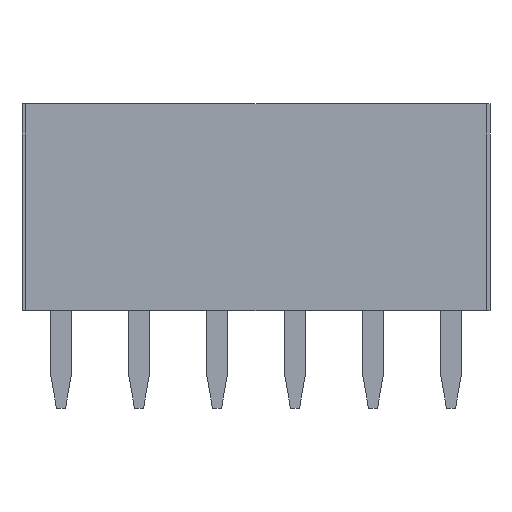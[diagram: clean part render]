
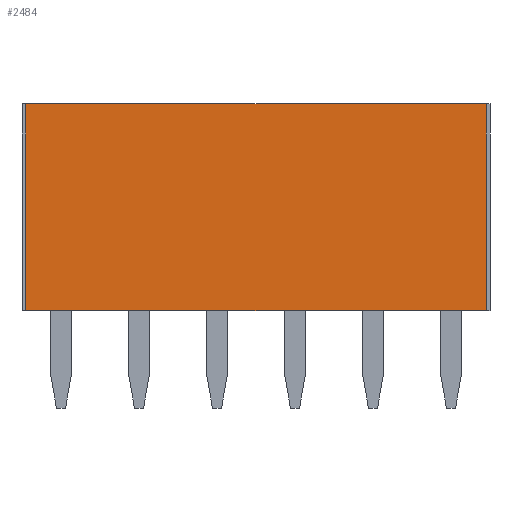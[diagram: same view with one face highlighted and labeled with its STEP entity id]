
A CAD part, front view. The second image highlights one B-rep face of the part: STEP entity #2484.
In plain terms, the highlighted planar face has unit normal (0, -1, 0).
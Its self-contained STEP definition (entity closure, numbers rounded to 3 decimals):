
#100=DIRECTION('',(1.,0.,0.));
#101=VECTOR('',#100,14.986);
#102=CARTESIAN_POINT('',(-7.493,-1.778,0.));
#103=LINE('',#102,#101);
#288=DIRECTION('',(1.,0.,0.));
#289=VECTOR('',#288,14.986);
#290=CARTESIAN_POINT('',(-7.493,-1.778,-6.731));
#291=LINE('',#290,#289);
#764=DIRECTION('',(0.,0.,-1.));
#765=VECTOR('',#764,6.731);
#766=CARTESIAN_POINT('',(7.493,-1.778,0.));
#767=LINE('',#766,#765);
#768=DIRECTION('',(0.,0.,-1.));
#769=VECTOR('',#768,6.731);
#770=CARTESIAN_POINT('',(-7.493,-1.778,0.));
#771=LINE('',#770,#769);
#1186=CARTESIAN_POINT('',(-7.493,-1.778,0.));
#1187=VERTEX_POINT('',#1186);
#1188=CARTESIAN_POINT('',(7.493,-1.778,0.));
#1189=VERTEX_POINT('',#1188);
#1210=CARTESIAN_POINT('',(-7.493,-1.778,-6.731));
#1211=VERTEX_POINT('',#1210);
#1212=CARTESIAN_POINT('',(7.493,-1.778,-6.731));
#1213=VERTEX_POINT('',#1212);
#2472=CARTESIAN_POINT('',(-7.493,-1.778,0.));
#2473=DIRECTION('',(0.,-1.,0.));
#2474=DIRECTION('',(1.,0.,0.));
#2475=AXIS2_PLACEMENT_3D('',#2472,#2473,#2474);
#2476=PLANE('',#2475);
#2477=ORIENTED_EDGE('',*,*,#1547,.T.);
#2478=ORIENTED_EDGE('',*,*,#2467,.T.);
#2479=ORIENTED_EDGE('',*,*,#1718,.F.);
#2481=ORIENTED_EDGE('',*,*,#2480,.F.);
#2482=EDGE_LOOP('',(#2477,#2478,#2479,#2481));
#2483=FACE_OUTER_BOUND('',#2482,.F.);
#2484=ADVANCED_FACE('',(#2483),#2476,.T.);
#1547=EDGE_CURVE('',#1187,#1189,#103,.T.);
#1718=EDGE_CURVE('',#1211,#1213,#291,.T.);
#2467=EDGE_CURVE('',#1189,#1213,#767,.T.);
#2480=EDGE_CURVE('',#1187,#1211,#771,.T.);
